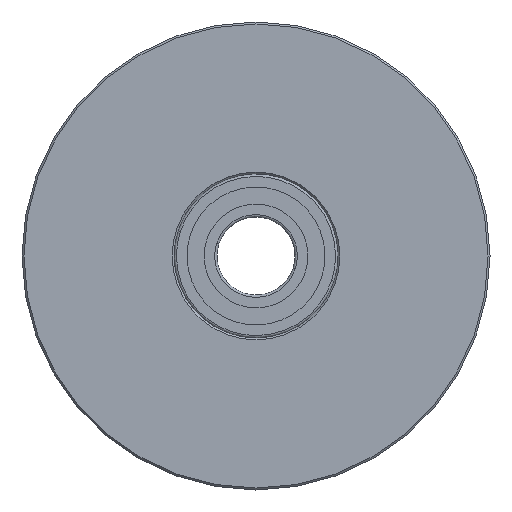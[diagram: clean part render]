
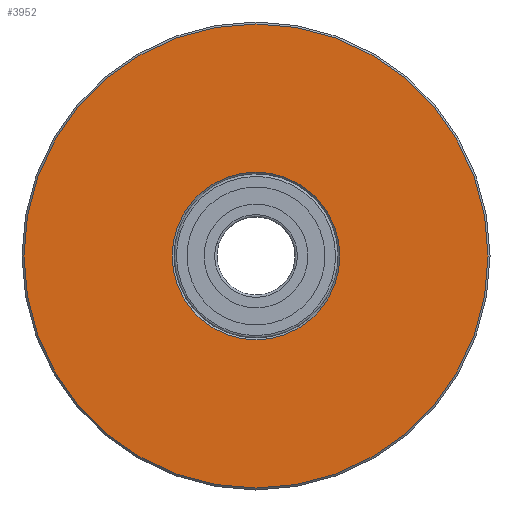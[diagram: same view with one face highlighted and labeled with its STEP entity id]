
A CAD part, left-side view. The second image highlights one B-rep face of the part: STEP entity #3952.
In plain terms, the highlighted planar face has unit normal (-1, 0, 0).
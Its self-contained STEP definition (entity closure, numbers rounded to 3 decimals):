
#97 = FACE_BOUND ( 'NONE', #5268, .T. ) ;
#186 = FACE_OUTER_BOUND ( 'NONE', #835, .T. ) ;
#195 = DIRECTION ( 'NONE',  ( 0., 0., -1. ) ) ;
#255 = AXIS2_PLACEMENT_3D ( 'NONE', #4972, #539, #2317 ) ;
#337 = AXIS2_PLACEMENT_3D ( 'NONE', #4248, #5606, #195 ) ;
#350 = VERTEX_POINT ( 'NONE', #2522 ) ;
#359 = EDGE_CURVE ( 'NONE', #350, #3586, #4884, .T. ) ;
#539 = DIRECTION ( 'NONE',  ( -1., 0., 0. ) ) ;
#572 = DIRECTION ( 'NONE',  ( 1., 0., 0. ) ) ;
#687 = VERTEX_POINT ( 'NONE', #2517 ) ;
#835 = EDGE_LOOP ( 'NONE', ( #2284, #1006 ) ) ;
#978 = DIRECTION ( 'NONE',  ( 0., 0., -1. ) ) ;
#1006 = ORIENTED_EDGE ( 'NONE', *, *, #359, .T. ) ;
#1053 = DIRECTION ( 'NONE',  ( 0., 0., -1. ) ) ;
#1537 = CARTESIAN_POINT ( 'NONE',  ( -20., 0., 0. ) ) ;
#1619 = CARTESIAN_POINT ( 'NONE',  ( -20., 0., -59.5 ) ) ;
#2002 = AXIS2_PLACEMENT_3D ( 'NONE', #5514, #5424, #5458 ) ;
#2284 = ORIENTED_EDGE ( 'NONE', *, *, #3496, .T. ) ;
#2317 = DIRECTION ( 'NONE',  ( 0., 0., -1. ) ) ;
#2517 = CARTESIAN_POINT ( 'NONE',  ( -20., 0., -21.5 ) ) ;
#2522 = CARTESIAN_POINT ( 'NONE',  ( -20., 0., 59.5 ) ) ;
#2527 = VERTEX_POINT ( 'NONE', #4838 ) ;
#2808 = CARTESIAN_POINT ( 'NONE',  ( -20., 21., 0. ) ) ;
#2907 = AXIS2_PLACEMENT_3D ( 'NONE', #1537, #572, #1053 ) ;
#3496 = EDGE_CURVE ( 'NONE', #3586, #350, #5737, .T. ) ;
#3586 = VERTEX_POINT ( 'NONE', #1619 ) ;
#3634 = DIRECTION ( 'NONE',  ( 1., 0., 0. ) ) ;
#3754 = ORIENTED_EDGE ( 'NONE', *, *, #3955, .T. ) ;
#3952 = ADVANCED_FACE ( 'NONE', ( #97, #186 ), #4034, .F. ) ;
#3955 = EDGE_CURVE ( 'NONE', #2527, #687, #4786, .T. ) ;
#4034 = PLANE ( 'NONE',  #5342 ) ;
#4248 = CARTESIAN_POINT ( 'NONE',  ( -20., 0., 0. ) ) ;
#4471 = CIRCLE ( 'NONE', #2907, 21.5 ) ;
#4643 = EDGE_CURVE ( 'NONE', #687, #2527, #4471, .T. ) ;
#4786 = CIRCLE ( 'NONE', #2002, 21.5 ) ;
#4829 = ORIENTED_EDGE ( 'NONE', *, *, #4643, .T. ) ;
#4838 = CARTESIAN_POINT ( 'NONE',  ( -20., 0., 21.5 ) ) ;
#4884 = CIRCLE ( 'NONE', #337, 59.5 ) ;
#4972 = CARTESIAN_POINT ( 'NONE',  ( -20., 0., 0. ) ) ;
#5268 = EDGE_LOOP ( 'NONE', ( #3754, #4829 ) ) ;
#5342 = AXIS2_PLACEMENT_3D ( 'NONE', #2808, #3634, #978 ) ;
#5424 = DIRECTION ( 'NONE',  ( 1., 0., 0. ) ) ;
#5458 = DIRECTION ( 'NONE',  ( 0., 0., -1. ) ) ;
#5514 = CARTESIAN_POINT ( 'NONE',  ( -20., 0., 0. ) ) ;
#5606 = DIRECTION ( 'NONE',  ( -1., 0., 0. ) ) ;
#5737 = CIRCLE ( 'NONE', #255, 59.5 ) ;
